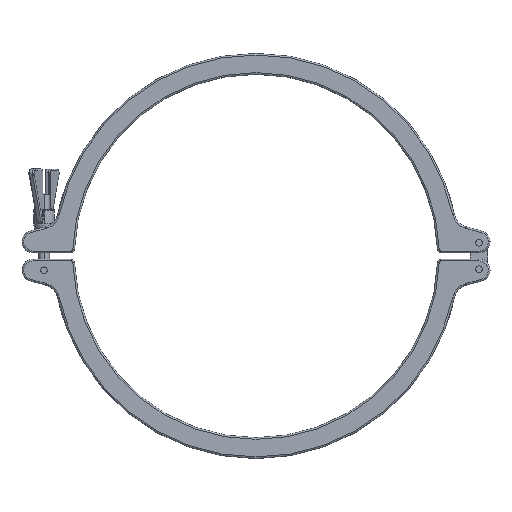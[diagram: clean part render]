
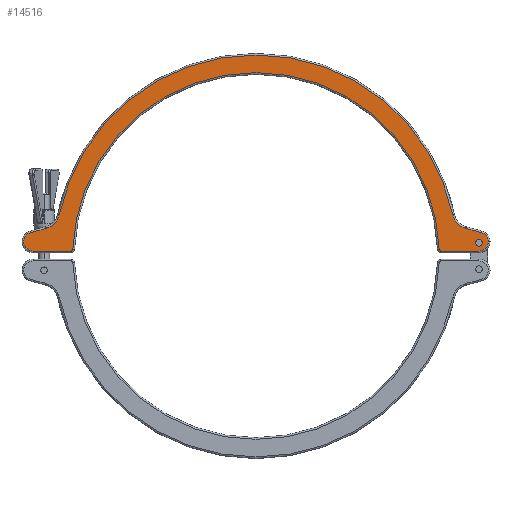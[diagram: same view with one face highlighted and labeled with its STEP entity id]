
A CAD part, top view. The second image highlights one B-rep face of the part: STEP entity #14516.
In plain terms, the highlighted planar face has unit normal (0, 0, 1).
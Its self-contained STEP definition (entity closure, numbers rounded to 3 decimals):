
#91 = CARTESIAN_POINT ( 'NONE',  ( 167.893, 4.5, 12. ) ) ;
#174 = LINE ( 'NONE', #12513, #13503 ) ;
#468 = CARTESIAN_POINT ( 'NONE',  ( -178.592, 37.565, 12. ) ) ;
#636 = ORIENTED_EDGE ( 'NONE', *, *, #10216, .T. ) ;
#675 = VECTOR ( 'NONE', #1285, 1000. ) ;
#1112 = DIRECTION ( 'NONE',  ( 0., 0., -1. ) ) ;
#1200 = CARTESIAN_POINT ( 'NONE',  ( -167.893, 4.5, 12. ) ) ;
#1202 = DIRECTION ( 'NONE',  ( 0., 0., -1. ) ) ;
#1285 = DIRECTION ( 'NONE',  ( 1., 0., 0. ) ) ;
#1425 = DIRECTION ( 'NONE',  ( 0., 0., 1. ) ) ;
#1523 = DIRECTION ( 'NONE',  ( 0., 0., -1. ) ) ;
#1638 = CIRCLE ( 'NONE', #13683, 16.5 ) ;
#2102 = FACE_BOUND ( 'NONE', #6255, .T. ) ;
#2167 = VERTEX_POINT ( 'NONE', #7582 ) ;
#2354 = ORIENTED_EDGE ( 'NONE', *, *, #10282, .T. ) ;
#2408 = EDGE_CURVE ( 'NONE', #7626, #6424, #4105, .T. ) ;
#2410 = VERTEX_POINT ( 'NONE', #5089 ) ;
#2412 = ORIENTED_EDGE ( 'NONE', *, *, #7018, .T. ) ;
#2509 = DIRECTION ( 'NONE',  ( 0., 0., 1. ) ) ;
#2527 = VERTEX_POINT ( 'NONE', #9713 ) ;
#2914 = DIRECTION ( 'NONE',  ( 0., 0., 1. ) ) ;
#2928 = CARTESIAN_POINT ( 'NONE',  ( 167.893, 6., 12. ) ) ;
#2965 = AXIS2_PLACEMENT_3D ( 'NONE', #11288, #5507, #15434 ) ;
#2988 = CIRCLE ( 'NONE', #4305, 3. ) ;
#3040 = DIRECTION ( 'NONE',  ( 0., 0., 1. ) ) ;
#3098 = DIRECTION ( 'NONE',  ( 0., 0., 1. ) ) ;
#3320 = ORIENTED_EDGE ( 'NONE', *, *, #5392, .T. ) ;
#3458 = DIRECTION ( 'NONE',  ( 1., 0., 0. ) ) ;
#3571 = VERTEX_POINT ( 'NONE', #7145 ) ;
#3634 = VERTEX_POINT ( 'NONE', #11989 ) ;
#3987 = ORIENTED_EDGE ( 'NONE', *, *, #7287, .T. ) ;
#4105 = LINE ( 'NONE', #13630, #675 ) ;
#4226 = DIRECTION ( 'NONE',  ( 1., 0., 0. ) ) ;
#4255 = CIRCLE ( 'NONE', #12744, 8.5 ) ;
#4305 = AXIS2_PLACEMENT_3D ( 'NONE', #9159, #1425, #10460 ) ;
#5089 = CARTESIAN_POINT ( 'NONE',  ( -204.7, 21.21, 12. ) ) ;
#5118 = CARTESIAN_POINT ( 'NONE',  ( 178.592, 37.565, 12. ) ) ;
#5392 = EDGE_CURVE ( 'NONE', #6640, #7252, #10404, .T. ) ;
#5485 = ORIENTED_EDGE ( 'NONE', *, *, #14486, .T. ) ;
#5507 = DIRECTION ( 'NONE',  ( 0., 0., 1. ) ) ;
#5602 = VERTEX_POINT ( 'NONE', #9430 ) ;
#5744 = EDGE_CURVE ( 'NONE', #8500, #2167, #13236, .T. ) ;
#5867 = VERTEX_POINT ( 'NONE', #91 ) ;
#5893 = AXIS2_PLACEMENT_3D ( 'NONE', #14094, #7620, #16667 ) ;
#5986 = CARTESIAN_POINT ( 'NONE',  ( 202.5, 12., 12. ) ) ;
#6255 = EDGE_LOOP ( 'NONE', ( #13101, #9539 ) ) ;
#6424 = VERTEX_POINT ( 'NONE', #1200 ) ;
#6640 = VERTEX_POINT ( 'NONE', #5118 ) ;
#6708 = CIRCLE ( 'NONE', #13910, 3. ) ;
#7018 = EDGE_CURVE ( 'NONE', #5867, #2527, #174, .T. ) ;
#7145 = CARTESIAN_POINT ( 'NONE',  ( 199.5, 12., 12. ) ) ;
#7207 = EDGE_CURVE ( 'NONE', #3571, #8680, #2988, .T. ) ;
#7252 = VERTEX_POINT ( 'NONE', #468 ) ;
#7283 = DIRECTION ( 'NONE',  ( 1., 0., 0. ) ) ;
#7287 = EDGE_CURVE ( 'NONE', #6424, #8500, #11273, .T. ) ;
#7582 = CARTESIAN_POINT ( 'NONE',  ( 166.394, 5.946, 12. ) ) ;
#7620 = DIRECTION ( 'NONE',  ( 0., 0., 1. ) ) ;
#7626 = VERTEX_POINT ( 'NONE', #15431 ) ;
#7677 = EDGE_LOOP ( 'NONE', ( #12095, #10931, #3320, #5485, #15470, #2354, #14567, #3987, #14088, #636, #2412, #7899, #16551 ) ) ;
#7899 = ORIENTED_EDGE ( 'NONE', *, *, #16547, .T. ) ;
#8098 = AXIS2_PLACEMENT_3D ( 'NONE', #10336, #1202, #8166 ) ;
#8152 = CARTESIAN_POINT ( 'NONE',  ( 205.5, 12., 12. ) ) ;
#8166 = DIRECTION ( 'NONE',  ( 1., 0., 0. ) ) ;
#8188 = VERTEX_POINT ( 'NONE', #9900 ) ;
#8500 = VERTEX_POINT ( 'NONE', #13293 ) ;
#8528 = LINE ( 'NONE', #13678, #14966 ) ;
#8680 = VERTEX_POINT ( 'NONE', #8152 ) ;
#8850 = CARTESIAN_POINT ( 'NONE',  ( -194.739, 40.962, 12. ) ) ;
#9025 = DIRECTION ( 'NONE',  ( -0.966, -0.259, 0. ) ) ;
#9146 = VECTOR ( 'NONE', #9025, 1000. ) ;
#9159 = CARTESIAN_POINT ( 'NONE',  ( 202.5, 12., 12. ) ) ;
#9290 = CARTESIAN_POINT ( 'NONE',  ( 194.739, 40.962, 12. ) ) ;
#9430 = CARTESIAN_POINT ( 'NONE',  ( -190.468, 25.024, 12. ) ) ;
#9539 = ORIENTED_EDGE ( 'NONE', *, *, #16367, .F. ) ;
#9713 = CARTESIAN_POINT ( 'NONE',  ( 202.5, 4.5, 12. ) ) ;
#9748 = CIRCLE ( 'NONE', #15831, 8.5 ) ;
#9900 = CARTESIAN_POINT ( 'NONE',  ( 211., 13., 12. ) ) ;
#10139 = DIRECTION ( 'NONE',  ( 1., 0., 0. ) ) ;
#10152 = CIRCLE ( 'NONE', #12383, 1.5 ) ;
#10216 = EDGE_CURVE ( 'NONE', #2167, #5867, #10152, .T. ) ;
#10236 = CARTESIAN_POINT ( 'NONE',  ( 202.5, 13., 12. ) ) ;
#10282 = EDGE_CURVE ( 'NONE', #2410, #7626, #9748, .T. ) ;
#10336 = CARTESIAN_POINT ( 'NONE',  ( 0., 0., 12. ) ) ;
#10404 = CIRCLE ( 'NONE', #2965, 182.5 ) ;
#10460 = DIRECTION ( 'NONE',  ( 1., 0., 0. ) ) ;
#10562 = DIRECTION ( 'NONE',  ( 1., 0., 0. ) ) ;
#10650 = CARTESIAN_POINT ( 'NONE',  ( 202.5, 13., 12. ) ) ;
#10784 = CARTESIAN_POINT ( 'NONE',  ( -202.5, 13., 12. ) ) ;
#10863 = CARTESIAN_POINT ( 'NONE',  ( -167.893, 6., 12. ) ) ;
#10931 = ORIENTED_EDGE ( 'NONE', *, *, #10985, .T. ) ;
#10985 = EDGE_CURVE ( 'NONE', #12803, #6640, #1638, .T. ) ;
#11273 = CIRCLE ( 'NONE', #13817, 1.5 ) ;
#11288 = CARTESIAN_POINT ( 'NONE',  ( 0., 0., 12. ) ) ;
#11544 = DIRECTION ( 'NONE',  ( 1., 0., 0. ) ) ;
#11952 = DIRECTION ( 'NONE',  ( 1., 0., 0. ) ) ;
#11965 = DIRECTION ( 'NONE',  ( 0., 0., 1. ) ) ;
#11974 = CARTESIAN_POINT ( 'NONE',  ( 190.468, 25.024, 12. ) ) ;
#11989 = CARTESIAN_POINT ( 'NONE',  ( 204.7, 21.21, 12. ) ) ;
#12084 = DIRECTION ( 'NONE',  ( 1., 0., 0. ) ) ;
#12095 = ORIENTED_EDGE ( 'NONE', *, *, #16055, .T. ) ;
#12165 = DIRECTION ( 'NONE',  ( 1., 0., 0. ) ) ;
#12383 = AXIS2_PLACEMENT_3D ( 'NONE', #2928, #11965, #4226 ) ;
#12513 = CARTESIAN_POINT ( 'NONE',  ( 202.5, 4.5, 12. ) ) ;
#12744 = AXIS2_PLACEMENT_3D ( 'NONE', #10236, #2509, #11544 ) ;
#12803 = VERTEX_POINT ( 'NONE', #11974 ) ;
#13101 = ORIENTED_EDGE ( 'NONE', *, *, #7207, .F. ) ;
#13236 = CIRCLE ( 'NONE', #8098, 166.5 ) ;
#13293 = CARTESIAN_POINT ( 'NONE',  ( -166.394, 5.946, 12. ) ) ;
#13503 = VECTOR ( 'NONE', #3458, 1000. ) ;
#13630 = CARTESIAN_POINT ( 'NONE',  ( -167.893, 4.5, 12. ) ) ;
#13678 = CARTESIAN_POINT ( 'NONE',  ( 190.468, 25.024, 12. ) ) ;
#13683 = AXIS2_PLACEMENT_3D ( 'NONE', #9290, #1523, #10562 ) ;
#13817 = AXIS2_PLACEMENT_3D ( 'NONE', #10863, #3098, #12165 ) ;
#13910 = AXIS2_PLACEMENT_3D ( 'NONE', #5986, #14979, #7283 ) ;
#13956 = AXIS2_PLACEMENT_3D ( 'NONE', #8850, #1112, #10139 ) ;
#14023 = CIRCLE ( 'NONE', #13956, 16.5 ) ;
#14088 = ORIENTED_EDGE ( 'NONE', *, *, #5744, .T. ) ;
#14094 = CARTESIAN_POINT ( 'NONE',  ( -194.739, 40.962, 12. ) ) ;
#14425 = AXIS2_PLACEMENT_3D ( 'NONE', #10650, #2914, #11952 ) ;
#14486 = EDGE_CURVE ( 'NONE', #7252, #5602, #14023, .T. ) ;
#14516 = ADVANCED_FACE ( 'NONE', ( #2102, #15844 ), #15372, .T. ) ;
#14567 = ORIENTED_EDGE ( 'NONE', *, *, #2408, .T. ) ;
#14966 = VECTOR ( 'NONE', #14975, 1000. ) ;
#14975 = DIRECTION ( 'NONE',  ( -0.966, 0.259, 0. ) ) ;
#14979 = DIRECTION ( 'NONE',  ( 0., 0., 1. ) ) ;
#15030 = EDGE_CURVE ( 'NONE', #8188, #3634, #15602, .T. ) ;
#15372 = PLANE ( 'NONE',  #5893 ) ;
#15428 = CARTESIAN_POINT ( 'NONE',  ( -204.7, 21.21, 12. ) ) ;
#15431 = CARTESIAN_POINT ( 'NONE',  ( -202.5, 4.5, 12. ) ) ;
#15434 = DIRECTION ( 'NONE',  ( 1., 0., 0. ) ) ;
#15470 = ORIENTED_EDGE ( 'NONE', *, *, #15557, .T. ) ;
#15557 = EDGE_CURVE ( 'NONE', #5602, #2410, #16016, .T. ) ;
#15602 = CIRCLE ( 'NONE', #14425, 8.5 ) ;
#15831 = AXIS2_PLACEMENT_3D ( 'NONE', #10784, #3040, #12084 ) ;
#15844 = FACE_OUTER_BOUND ( 'NONE', #7677, .T. ) ;
#16016 = LINE ( 'NONE', #15428, #9146 ) ;
#16055 = EDGE_CURVE ( 'NONE', #3634, #12803, #8528, .T. ) ;
#16367 = EDGE_CURVE ( 'NONE', #8680, #3571, #6708, .T. ) ;
#16547 = EDGE_CURVE ( 'NONE', #2527, #8188, #4255, .T. ) ;
#16551 = ORIENTED_EDGE ( 'NONE', *, *, #15030, .T. ) ;
#16667 = DIRECTION ( 'NONE',  ( 1., 0., 0. ) ) ;
